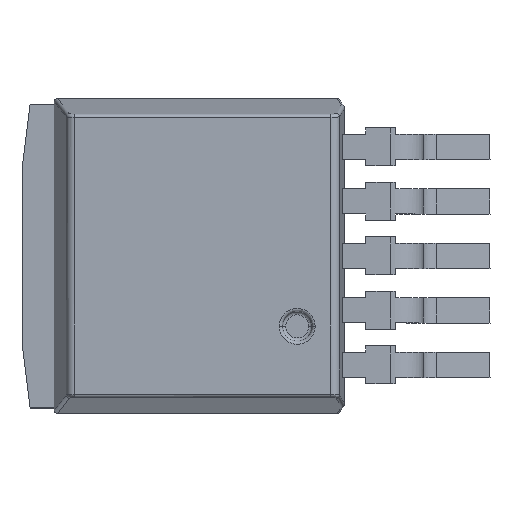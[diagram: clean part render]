
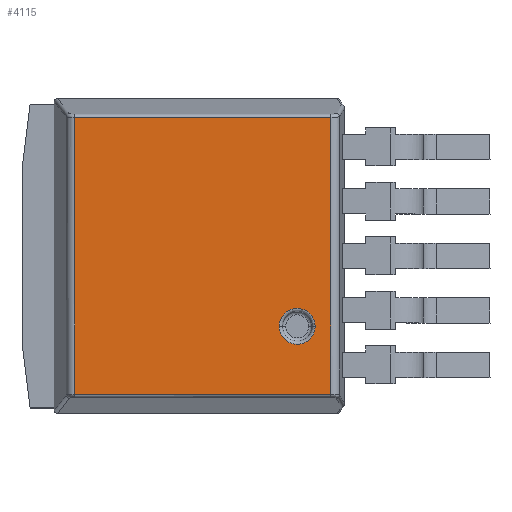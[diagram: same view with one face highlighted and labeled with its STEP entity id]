
A CAD part, top view. The second image highlights one B-rep face of the part: STEP entity #4115.
In plain terms, the highlighted planar face has unit normal (-0.007, 0, 1).
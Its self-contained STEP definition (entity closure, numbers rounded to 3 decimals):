
#2959 = EDGE_CURVE('',#2960,#2962,#2964,.T.);
#2960 = VERTEX_POINT('',#2961);
#2961 = CARTESIAN_POINT('',(9.837,-4.318,
    4.215));
#2962 = VERTEX_POINT('',#2963);
#2963 = CARTESIAN_POINT('',(9.837,4.318,4.215
    ));
#2964 = B_SPLINE_CURVE_WITH_KNOTS('',1,(#2965,#2966),.UNSPECIFIED.,.F.,
  .F.,(2,2),(4.542,13.178),.PIECEWISE_BEZIER_KNOTS.);
#2965 = CARTESIAN_POINT('',(9.837,-4.318,
    4.215));
#2966 = CARTESIAN_POINT('',(9.837,4.318,4.215
    ));
#4115 = ADVANCED_FACE('',(#4116,#4138),#4176,.T.);
#4116 = FACE_BOUND('',#4117,.T.);
#4117 = EDGE_LOOP('',(#4118,#4127,#4132,#4133));
#4118 = ORIENTED_EDGE('',*,*,#4119,.F.);
#4119 = EDGE_CURVE('',#4120,#4122,#4124,.T.);
#4120 = VERTEX_POINT('',#4121);
#4121 = CARTESIAN_POINT('',(1.842,-4.318,4.16
    ));
#4122 = VERTEX_POINT('',#4123);
#4123 = CARTESIAN_POINT('',(1.842,4.318,4.16)
  );
#4124 = B_SPLINE_CURVE_WITH_KNOTS('',1,(#4125,#4126),.UNSPECIFIED.,.F.,
  .F.,(2,2),(4.542,13.178),.PIECEWISE_BEZIER_KNOTS.);
#4125 = CARTESIAN_POINT('',(1.842,-4.318,4.16
    ));
#4126 = CARTESIAN_POINT('',(1.842,4.318,4.16)
  );
#4127 = ORIENTED_EDGE('',*,*,#4128,.F.);
#4128 = EDGE_CURVE('',#2960,#4120,#4129,.T.);
#4129 = B_SPLINE_CURVE_WITH_KNOTS('',1,(#4130,#4131),.UNSPECIFIED.,.F.,
  .F.,(2,2),(0.,7.995),.PIECEWISE_BEZIER_KNOTS.);
#4130 = CARTESIAN_POINT('',(9.837,-4.318,
    4.215));
#4131 = CARTESIAN_POINT('',(1.842,-4.318,4.16
    ));
#4132 = ORIENTED_EDGE('',*,*,#2959,.T.);
#4133 = ORIENTED_EDGE('',*,*,#4134,.F.);
#4134 = EDGE_CURVE('',#4122,#2962,#4135,.T.);
#4135 = B_SPLINE_CURVE_WITH_KNOTS('',1,(#4136,#4137),.UNSPECIFIED.,.F.,
  .F.,(2,2),(0.,7.995),
  .PIECEWISE_BEZIER_KNOTS.);
#4136 = CARTESIAN_POINT('',(1.842,4.318,4.16)
  );
#4137 = CARTESIAN_POINT('',(9.837,4.318,4.215
    ));
#4138 = FACE_BOUND('',#4139,.T.);
#4139 = EDGE_LOOP('',(#4140,#4160));
#4140 = ORIENTED_EDGE('',*,*,#4141,.F.);
#4141 = EDGE_CURVE('',#4142,#4144,#4146,.T.);
#4142 = VERTEX_POINT('',#4143);
#4143 = CARTESIAN_POINT('',(9.345,-2.201,
    4.212));
#4144 = VERTEX_POINT('',#4145);
#4145 = CARTESIAN_POINT('',(8.225,-2.201,
    4.204));
#4146 = B_SPLINE_CURVE_WITH_KNOTS('',3,(#4147,#4148,#4149,#4150,#4151,
    #4152,#4153,#4154,#4155,#4156,#4157,#4158,#4159),.UNSPECIFIED.,.F.,
  .F.,(4,3,3,3,4),(1.759,2.199,2.638,
    3.078,3.518),.UNSPECIFIED.);
#4147 = CARTESIAN_POINT('',(9.345,-2.201,
    4.212));
#4148 = CARTESIAN_POINT('',(9.345,-2.055,
    4.212));
#4149 = CARTESIAN_POINT('',(9.284,-1.909,
    4.211));
#4150 = CARTESIAN_POINT('',(9.181,-1.805,
    4.211));
#4151 = CARTESIAN_POINT('',(9.078,-1.702,
    4.21));
#4152 = CARTESIAN_POINT('',(8.931,-1.641,
    4.209));
#4153 = CARTESIAN_POINT('',(8.785,-1.641,
    4.208));
#4154 = CARTESIAN_POINT('',(8.638,-1.641,
    4.207));
#4155 = CARTESIAN_POINT('',(8.492,-1.702,
    4.206));
#4156 = CARTESIAN_POINT('',(8.389,-1.805,4.205
    ));
#4157 = CARTESIAN_POINT('',(8.285,-1.909,4.204
    ));
#4158 = CARTESIAN_POINT('',(8.224,-2.055,
    4.204));
#4159 = CARTESIAN_POINT('',(8.225,-2.201,
    4.204));
#4160 = ORIENTED_EDGE('',*,*,#4161,.F.);
#4161 = EDGE_CURVE('',#4144,#4142,#4162,.T.);
#4162 = ( BOUNDED_CURVE() B_SPLINE_CURVE(3,(#4163,#4164,#4165,#4166,
    #4167,#4168,#4169,#4170,#4171,#4172,#4173,#4174,#4175),
.UNSPECIFIED.,.F.,.F.) B_SPLINE_CURVE_WITH_KNOTS((4,3,3,3,4),(0.,
    0.44,0.879,1.319,1.759),
.UNSPECIFIED.) CURVE() GEOMETRIC_REPRESENTATION_ITEM() 
RATIONAL_B_SPLINE_CURVE((1.,1.,1.,1.,1.,1.,1.,1.,1.,1.,1.,1.,1.)) 
REPRESENTATION_ITEM('') );
#4163 = CARTESIAN_POINT('',(8.225,-2.201,
    4.204));
#4164 = CARTESIAN_POINT('',(8.224,-2.348,
    4.204));
#4165 = CARTESIAN_POINT('',(8.285,-2.494,4.204
    ));
#4166 = CARTESIAN_POINT('',(8.389,-2.598,
    4.205));
#4167 = CARTESIAN_POINT('',(8.492,-2.701,
    4.206));
#4168 = CARTESIAN_POINT('',(8.638,-2.762,
    4.207));
#4169 = CARTESIAN_POINT('',(8.785,-2.762,
    4.208));
#4170 = CARTESIAN_POINT('',(8.931,-2.762,
    4.209));
#4171 = CARTESIAN_POINT('',(9.078,-2.701,
    4.21));
#4172 = CARTESIAN_POINT('',(9.181,-2.598,4.211
    ));
#4173 = CARTESIAN_POINT('',(9.284,-2.494,
    4.211));
#4174 = CARTESIAN_POINT('',(9.345,-2.348,
    4.212));
#4175 = CARTESIAN_POINT('',(9.345,-2.201,
    4.212));
#4176 = PLANE('',#4177);
#4177 = AXIS2_PLACEMENT_3D('',#4178,#4179,#4180);
#4178 = CARTESIAN_POINT('',(1.842,-8.86,4.16)
  );
#4179 = DIRECTION('',(-0.007,0.,
    1.));
#4180 = DIRECTION('',(-1.,0.,
    -0.007));
